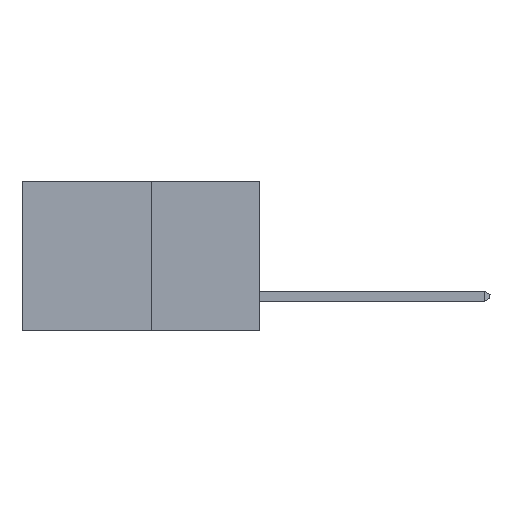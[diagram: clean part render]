
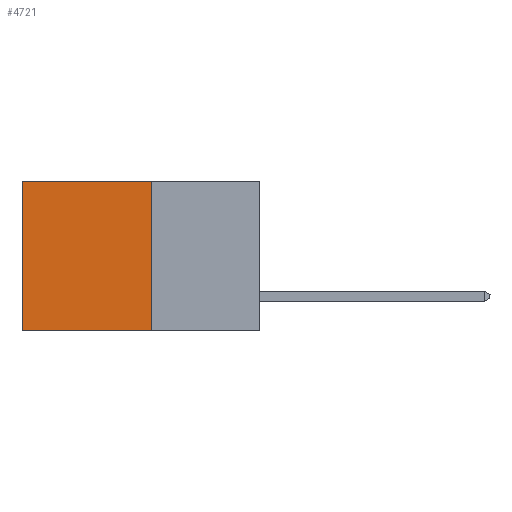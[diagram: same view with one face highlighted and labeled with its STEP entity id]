
A CAD part, left-side view. The second image highlights one B-rep face of the part: STEP entity #4721.
In plain terms, the highlighted planar face has unit normal (-1, 0, 0).
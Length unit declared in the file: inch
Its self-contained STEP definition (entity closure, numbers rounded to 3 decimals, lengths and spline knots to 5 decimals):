
#308 = VERTEX_POINT ( 'NONE', #7594 ) ;
#500 = VERTEX_POINT ( 'NONE', #2925 ) ;
#529 = EDGE_LOOP ( 'NONE', ( #4152, #4386, #4747, #4605 ) ) ;
#692 = DIRECTION ( 'NONE',  ( 0., 1., 0. ) ) ;
#2316 = DIRECTION ( 'NONE',  ( 0., 0., -1. ) ) ;
#2349 = CARTESIAN_POINT ( 'NONE',  ( 0.277, 0.59, -0.37 ) ) ;
#2637 = CARTESIAN_POINT ( 'NONE',  ( 0.277, 0.27, 0. ) ) ;
#2925 = CARTESIAN_POINT ( 'NONE',  ( 0.277, 0.27, 0. ) ) ;
#2993 = CARTESIAN_POINT ( 'NONE',  ( 0.277, 0.59, 0. ) ) ;
#3394 = VECTOR ( 'NONE', #692, 39.37008 ) ;
#3540 = VECTOR ( 'NONE', #5115, 39.37008 ) ;
#3704 = CARTESIAN_POINT ( 'NONE',  ( 0.277, 0.27, -0.37 ) ) ;
#4110 = CARTESIAN_POINT ( 'NONE',  ( 0.277, 0.27, -0.37 ) ) ;
#4152 = ORIENTED_EDGE ( 'NONE', *, *, #7417, .T. ) ;
#4294 = VERTEX_POINT ( 'NONE', #2993 ) ;
#4386 = ORIENTED_EDGE ( 'NONE', *, *, #4444, .F. ) ;
#4444 = EDGE_CURVE ( 'NONE', #6347, #308, #9464, .T. ) ;
#4605 = ORIENTED_EDGE ( 'NONE', *, *, #8926, .T. ) ;
#4721 = ADVANCED_FACE ( 'NONE', ( #5633 ), #7974, .F. ) ;
#4747 = ORIENTED_EDGE ( 'NONE', *, *, #6010, .F. ) ;
#5115 = DIRECTION ( 'NONE',  ( 0., 0., -1. ) ) ;
#5127 = DIRECTION ( 'NONE',  ( 1., 0., 0. ) ) ;
#5633 = FACE_OUTER_BOUND ( 'NONE', #529, .T. ) ;
#5843 = LINE ( 'NONE', #2637, #7648 ) ;
#6010 = EDGE_CURVE ( 'NONE', #500, #6347, #9178, .T. ) ;
#6037 = DIRECTION ( 'NONE',  ( 0., 0., -1. ) ) ;
#6347 = VERTEX_POINT ( 'NONE', #3704 ) ;
#6380 = LINE ( 'NONE', #2349, #8621 ) ;
#6698 = CARTESIAN_POINT ( 'NONE',  ( 0.277, 0.27, -0.37 ) ) ;
#7192 = AXIS2_PLACEMENT_3D ( 'NONE', #9281, #5127, #6037 ) ;
#7417 = EDGE_CURVE ( 'NONE', #4294, #308, #6380, .T. ) ;
#7594 = CARTESIAN_POINT ( 'NONE',  ( 0.277, 0.59, -0.37 ) ) ;
#7648 = VECTOR ( 'NONE', #9177, 39.37008 ) ;
#7974 = PLANE ( 'NONE',  #7192 ) ;
#8621 = VECTOR ( 'NONE', #2316, 39.37008 ) ;
#8926 = EDGE_CURVE ( 'NONE', #500, #4294, #5843, .T. ) ;
#9177 = DIRECTION ( 'NONE',  ( 0., 1., 0. ) ) ;
#9178 = LINE ( 'NONE', #6698, #3540 ) ;
#9281 = CARTESIAN_POINT ( 'NONE',  ( 0.277, 0.27, -0.37 ) ) ;
#9464 = LINE ( 'NONE', #4110, #3394 ) ;
